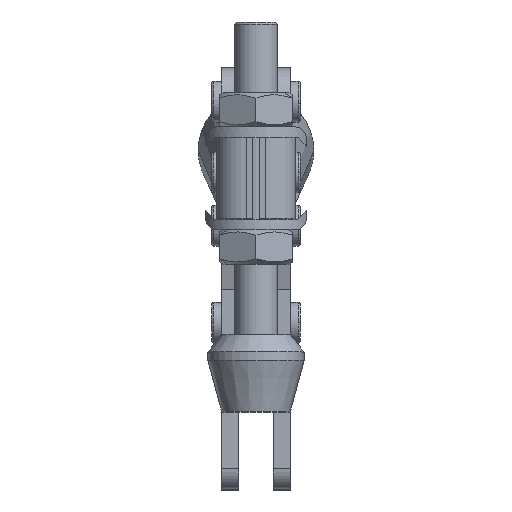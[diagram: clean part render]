
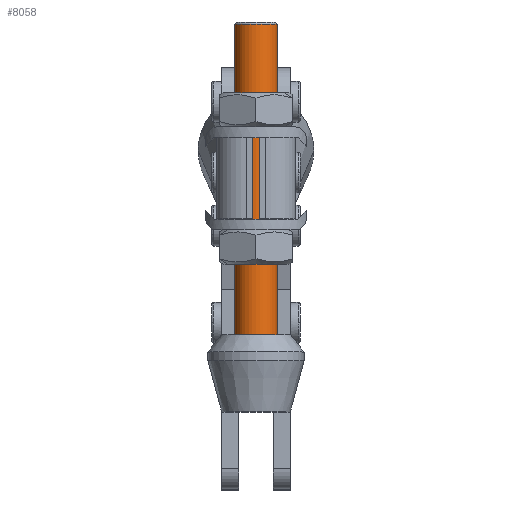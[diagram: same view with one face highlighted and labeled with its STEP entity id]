
A CAD part, top view. The second image highlights one B-rep face of the part: STEP entity #8058.
In plain terms, the highlighted cylindrical face has radius 5 mm (diameter 10 mm), a partial arc.
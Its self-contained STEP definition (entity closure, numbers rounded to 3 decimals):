
#7950=CARTESIAN_POINT('Vertex',(5.,108.5,116.4)) ;
#7957=CARTESIAN_POINT('Vertex',(-5.,108.5,116.4)) ;
#7984=CARTESIAN_POINT('Axis2P3D Location',(0.,108.5,116.4)) ;
#8006=CARTESIAN_POINT('Line Origine',(-5.,72.5,116.4)) ;
#8010=CARTESIAN_POINT('Vertex',(-5.,36.,116.4)) ;
#8013=CARTESIAN_POINT('Line Origine',(5.,72.5,116.4)) ;
#8017=CARTESIAN_POINT('Vertex',(5.,36.,116.4)) ;
#8042=CARTESIAN_POINT('Axis2P3D Location',(0.,72.5,116.4)) ;
#8047=CARTESIAN_POINT('Axis2P3D Location',(0.,36.,116.4)) ;
#7985=DIRECTION('Axis2P3D Direction',(0.,-1.,0.)) ;
#8007=DIRECTION('Vector Direction',(0.,-1.,0.)) ;
#8014=DIRECTION('Vector Direction',(0.,-1.,0.)) ;
#8043=DIRECTION('Axis2P3D Direction',(0.,-1.,0.)) ;
#8044=DIRECTION('Axis2P3D XDirection',(1.,0.,0.)) ;
#8048=DIRECTION('Axis2P3D Direction',(0.,-1.,0.)) ;
#7986=AXIS2_PLACEMENT_3D('Circle Axis2P3D',#7984,#7985,$) ;
#8045=AXIS2_PLACEMENT_3D('Cylinder Axis2P3D',#8042,#8043,#8044) ;
#8049=AXIS2_PLACEMENT_3D('Circle Axis2P3D',#8047,#8048,$) ;
#8053=ORIENTED_EDGE('',*,*,#8019,.T.) ;
#8054=ORIENTED_EDGE('',*,*,#7988,.F.) ;
#8055=ORIENTED_EDGE('',*,*,#8012,.T.) ;
#8056=ORIENTED_EDGE('',*,*,#8051,.F.) ;
#8008=VECTOR('Line Direction',#8007,1.) ;
#8015=VECTOR('Line Direction',#8014,1.) ;
#8058=ADVANCED_FACE('7',(#8057),#8046,.T.) ;
#7987=CIRCLE('generated circle',#7986,5.) ;
#8050=CIRCLE('generated circle',#8049,5.) ;
#8046=CYLINDRICAL_SURFACE('generated cylinder',#8045,5.) ;
#7988=EDGE_CURVE('',#7958,#7951,#7987,.F.) ;
#8012=EDGE_CURVE('',#7958,#8011,#8009,.T.) ;
#8019=EDGE_CURVE('',#8018,#7951,#8016,.F.) ;
#8051=EDGE_CURVE('',#8018,#8011,#8050,.T.) ;
#8052=EDGE_LOOP('',(#8053,#8054,#8055,#8056)) ;
#8057=FACE_OUTER_BOUND('',#8052,.T.) ;
#8009=LINE('Line',#8006,#8008) ;
#8016=LINE('Line',#8013,#8015) ;
#7951=VERTEX_POINT('',#7950) ;
#7958=VERTEX_POINT('',#7957) ;
#8011=VERTEX_POINT('',#8010) ;
#8018=VERTEX_POINT('',#8017) ;
